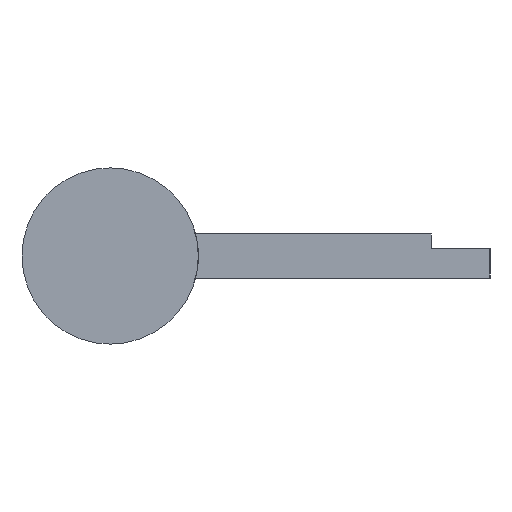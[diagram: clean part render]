
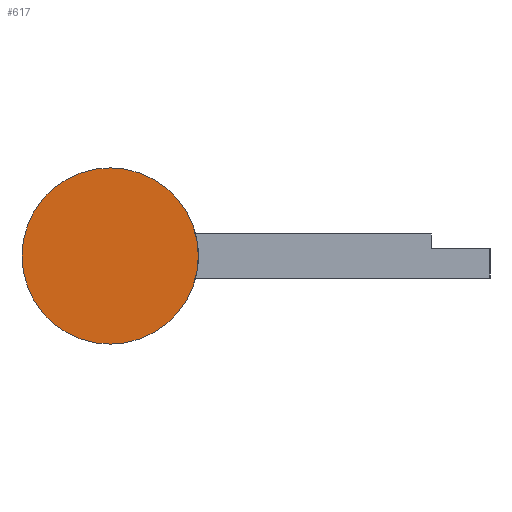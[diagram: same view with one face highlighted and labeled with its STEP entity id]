
A CAD part, left-side view. The second image highlights one B-rep face of the part: STEP entity #617.
In plain terms, the highlighted planar face has unit normal (-1, 0, 0).
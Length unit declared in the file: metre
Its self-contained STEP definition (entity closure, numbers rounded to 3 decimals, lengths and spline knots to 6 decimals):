
#23 = EDGE_CURVE ( 'NONE', #378, #335, #671, .T. ) ;
#64 = CARTESIAN_POINT ( 'NONE',  ( -0.075, 0.006, 0. ) ) ;
#89 = CIRCLE ( 'NONE', #446, 0.006 ) ;
#157 = EDGE_CURVE ( 'NONE', #335, #378, #89, .T. ) ;
#164 = AXIS2_PLACEMENT_3D ( 'NONE', #64, #353, #458 ) ;
#224 = ORIENTED_EDGE ( 'NONE', *, *, #157, .F. ) ;
#268 = CARTESIAN_POINT ( 'NONE',  ( -0.075, 0.006, 0. ) ) ;
#271 = AXIS2_PLACEMENT_3D ( 'NONE', #619, #380, #474 ) ;
#275 = ORIENTED_EDGE ( 'NONE', *, *, #23, .F. ) ;
#280 = PLANE ( 'NONE',  #271 ) ;
#289 = CARTESIAN_POINT ( 'NONE',  ( -0.075, 0.006, 0.006 ) ) ;
#312 = DIRECTION ( 'NONE',  ( 1., 0., 0. ) ) ;
#335 = VERTEX_POINT ( 'NONE', #289 ) ;
#353 = DIRECTION ( 'NONE',  ( 1., 0., 0. ) ) ;
#378 = VERTEX_POINT ( 'NONE', #449 ) ;
#380 = DIRECTION ( 'NONE',  ( 1., 0., 0. ) ) ;
#446 = AXIS2_PLACEMENT_3D ( 'NONE', #268, #312, #527 ) ;
#449 = CARTESIAN_POINT ( 'NONE',  ( -0.075, 0.006, -0.006 ) ) ;
#458 = DIRECTION ( 'NONE',  ( 0., 0., -1. ) ) ;
#474 = DIRECTION ( 'NONE',  ( 0., 0., -1. ) ) ;
#496 = FACE_OUTER_BOUND ( 'NONE', #508, .T. ) ;
#508 = EDGE_LOOP ( 'NONE', ( #275, #224 ) ) ;
#527 = DIRECTION ( 'NONE',  ( 0., 0., -1. ) ) ;
#617 = ADVANCED_FACE ( 'NONE', ( #496 ), #280, .F. ) ;
#619 = CARTESIAN_POINT ( 'NONE',  ( -0.075, 0.006, 0. ) ) ;
#671 = CIRCLE ( 'NONE', #164, 0.006 ) ;
